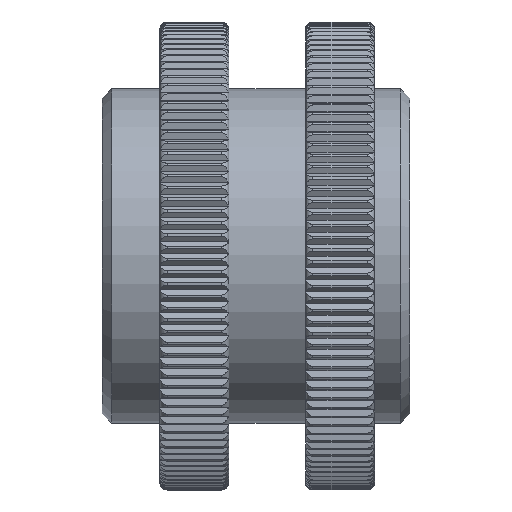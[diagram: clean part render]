
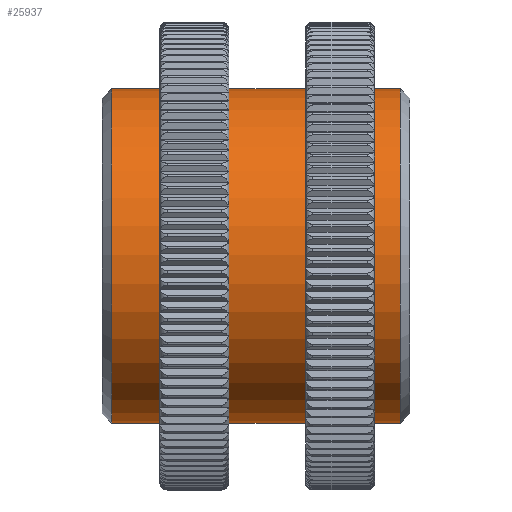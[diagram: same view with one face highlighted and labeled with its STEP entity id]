
A CAD part, left-side view. The second image highlights one B-rep face of the part: STEP entity #25937.
In plain terms, the highlighted cylindrical face has radius 6.795 mm (diameter 13.59 mm), a partial arc.
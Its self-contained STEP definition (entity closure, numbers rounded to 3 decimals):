
#2000 = CIRCLE ( 'NONE', #9550, 6.795 ) ;
#5492 = ORIENTED_EDGE ( 'NONE', *, *, #28911, .T. ) ;
#7637 = VERTEX_POINT ( 'NONE', #54878 ) ;
#9550 = AXIS2_PLACEMENT_3D ( 'NONE', #29896, #51969, #20774 ) ;
#10526 = AXIS2_PLACEMENT_3D ( 'NONE', #31294, #35687, #53632 ) ;
#11772 = CARTESIAN_POINT ( 'NONE',  ( -3.047, 0.796, 6.795 ) ) ;
#19670 = FACE_OUTER_BOUND ( 'NONE', #51763, .T. ) ;
#20774 = DIRECTION ( 'NONE',  ( 0.008, 0., 1. ) ) ;
#21096 = CARTESIAN_POINT ( 'NONE',  ( -3.047, 12.896, 6.795 ) ) ;
#21677 = LINE ( 'NONE', #21096, #47863 ) ;
#21772 = VERTEX_POINT ( 'NONE', #28890 ) ;
#22664 = DIRECTION ( 'NONE',  ( 0., -1., 0. ) ) ;
#24371 = CYLINDRICAL_SURFACE ( 'NONE', #28970, 6.795 ) ;
#24991 = ORIENTED_EDGE ( 'NONE', *, *, #47071, .T. ) ;
#25937 = ADVANCED_FACE ( 'NONE', ( #19670 ), #24371, .T. ) ;
#26643 = ORIENTED_EDGE ( 'NONE', *, *, #35189, .F. ) ;
#27657 = DIRECTION ( 'NONE',  ( -0.008, 0., -1. ) ) ;
#28808 = CARTESIAN_POINT ( 'NONE',  ( -3.098, 12.896, 0. ) ) ;
#28890 = CARTESIAN_POINT ( 'NONE',  ( -3.047, 12.496, 6.795 ) ) ;
#28911 = EDGE_CURVE ( 'NONE', #21772, #7637, #52836, .T. ) ;
#28970 = AXIS2_PLACEMENT_3D ( 'NONE', #28808, #46768, #27657 ) ;
#29884 = CARTESIAN_POINT ( 'NONE',  ( -3.15, 0.796, -6.795 ) ) ;
#29896 = CARTESIAN_POINT ( 'NONE',  ( -3.098, 0.796, 0. ) ) ;
#30401 = EDGE_CURVE ( 'NONE', #7637, #45428, #48304, .T. ) ;
#31294 = CARTESIAN_POINT ( 'NONE',  ( -3.098, 12.496, 0. ) ) ;
#33180 = VECTOR ( 'NONE', #22664, 1000. ) ;
#35189 = EDGE_CURVE ( 'NONE', #21772, #52523, #21677, .T. ) ;
#35687 = DIRECTION ( 'NONE',  ( 0., -1., 0. ) ) ;
#35917 = CARTESIAN_POINT ( 'NONE',  ( -3.15, 12.896, -6.795 ) ) ;
#39622 = DIRECTION ( 'NONE',  ( 0., -1., 0. ) ) ;
#45428 = VERTEX_POINT ( 'NONE', #29884 ) ;
#46768 = DIRECTION ( 'NONE',  ( 0., -1., 0. ) ) ;
#47071 = EDGE_CURVE ( 'NONE', #45428, #52523, #2000, .T. ) ;
#47597 = ORIENTED_EDGE ( 'NONE', *, *, #30401, .T. ) ;
#47863 = VECTOR ( 'NONE', #39622, 1000. ) ;
#48304 = LINE ( 'NONE', #35917, #33180 ) ;
#51763 = EDGE_LOOP ( 'NONE', ( #26643, #5492, #47597, #24991 ) ) ;
#51969 = DIRECTION ( 'NONE',  ( 0., 1., 0. ) ) ;
#52523 = VERTEX_POINT ( 'NONE', #11772 ) ;
#52836 = CIRCLE ( 'NONE', #10526, 6.795 ) ;
#53632 = DIRECTION ( 'NONE',  ( 0.008, 0., 1. ) ) ;
#54878 = CARTESIAN_POINT ( 'NONE',  ( -3.15, 12.496, -6.795 ) ) ;
